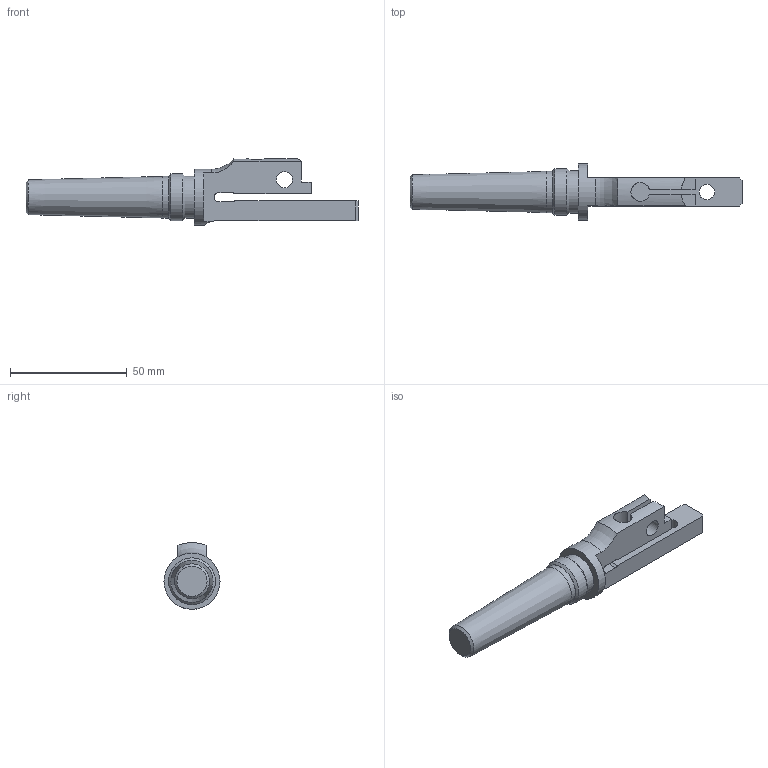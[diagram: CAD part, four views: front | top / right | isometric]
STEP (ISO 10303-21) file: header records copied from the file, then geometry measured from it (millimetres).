
FILE_DESCRIPTION(/* description */ (''),/* implementation_level */ '2;1');
FILE_NAME(/* name */ 'Part 051.stp',/* time_stamp */ '2015-02-22T09:26:44+02:00',/* author */ ('SFC'),/* organization */ (''),/* preprocessor_version */ 'ST-DEVELOPER v15.2',/* originating_system */ 'Autodesk Inventor 2014',/* authorisation */ '');
FILE_SCHEMA (('AUTOMOTIVE_DESIGN { 1 0 10303 214 3 1 1 }'));
Length unit declared in the file: millimetre
Products named in the file (1): Part 051
Bounding box: 142 x 24 x 28.5 mm (x, y, z)
Volume: 29675.8 mm3; surface area: 10610.6 mm2
Topology: 1 solids, 1 shells, 41 faces, 108 edges, 71 vertices
Faces by surface type: plane 21, cylinder 15, cone 4, torus 1
Full cylindrical faces by diameter (mm): 6.647 x1, 7 x2, 17.782 x1, 18 x1, 20 x1, 24 x1
Entity records: 1303 total; most frequent: CARTESIAN_POINT 296, DIRECTION 203, ORIENTED_EDGE 188, EDGE_CURVE 94, AXIS2_PLACEMENT_3D 73, VERTEX_POINT 68, EDGE_LOOP 60, LINE 57
